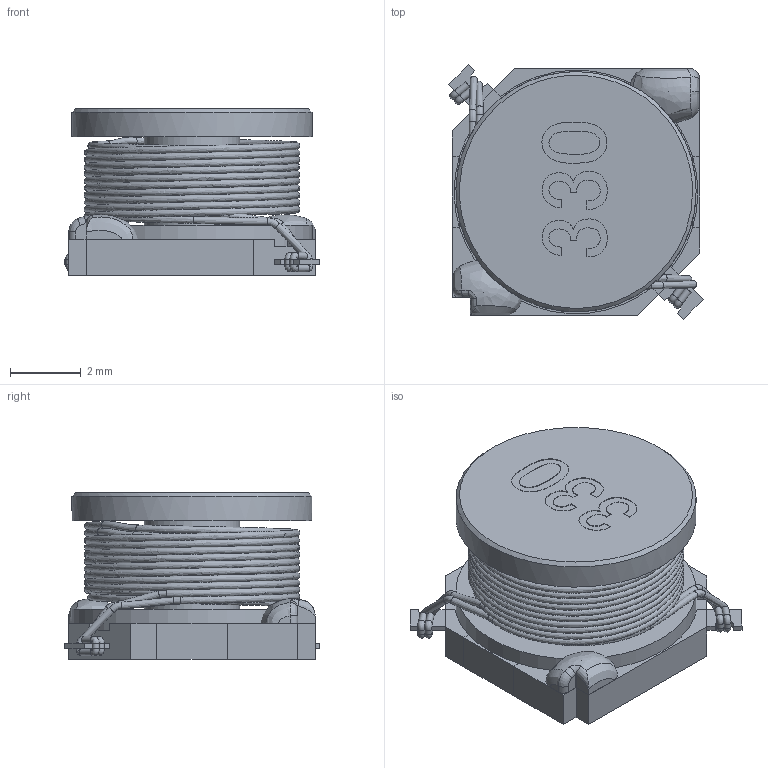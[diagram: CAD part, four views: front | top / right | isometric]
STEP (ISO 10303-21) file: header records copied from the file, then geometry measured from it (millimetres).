
FILE_DESCRIPTION( ('This file contains a STEP AP42 implementation' ,'as created by ZW3D STEP Interface translator.') ,'2;1' );
FILE_NAME( 'SB7045-L(330).stp' ,'14 924.1658 7', (''), ('ZWCAD Software Co.'), 'Version 1.0', 'ZW3D to STEP translator', '' );
FILE_SCHEMA( ('CONFIG_CONTROL_DESIGN') );
Length unit declared in the file: millimetre
Products named in the file (1): 0
Bounding box: 7.21 x 7.21 x 4.72 mm (x, y, z)
Volume: 137.9 mm3; surface area: 597.8 mm2
Topology: 14 solids, 14 shells, 258 faces, 652 edges, 428 vertices
Faces by surface type: bspline 258
Entity records: 111411 total; most frequent: CARTESIAN_POINT 107470, ORIENTED_EDGE 1298, EDGE_CURVE 649, B_SPLINE_CURVE_WITH_KNOTS 553, VERTEX_POINT 428, EDGE_LOOP 267, FACE_OUTER_BOUND 258, ADVANCED_FACE 258
